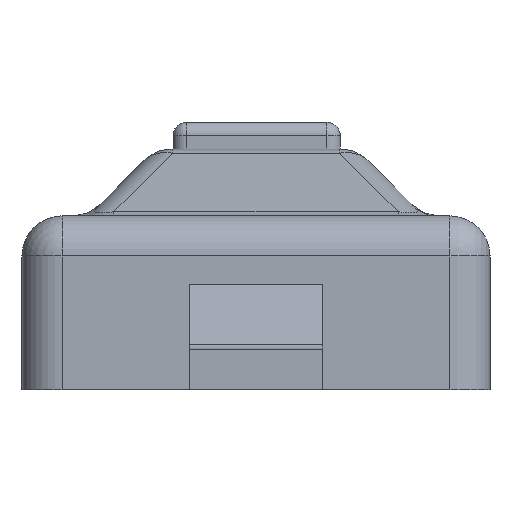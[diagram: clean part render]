
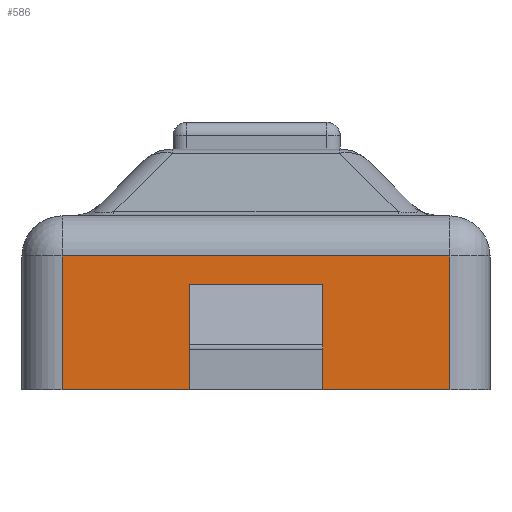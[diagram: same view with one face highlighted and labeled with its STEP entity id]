
A CAD part, left-side view. The second image highlights one B-rep face of the part: STEP entity #586.
In plain terms, the highlighted planar face has unit normal (-1, 0, 0).
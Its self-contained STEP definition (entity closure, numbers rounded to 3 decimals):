
#55 = PLANE('',#56);
#56 = AXIS2_PLACEMENT_3D('',#57,#58,#59);
#57 = CARTESIAN_POINT('',(-4.5,0.5,0.));
#58 = DIRECTION('',(0.,1.,0.));
#59 = DIRECTION('',(0.,0.,1.));
#111 = PLANE('',#112);
#112 = AXIS2_PLACEMENT_3D('',#113,#114,#115);
#113 = CARTESIAN_POINT('',(-4.5,-0.5,0.));
#114 = DIRECTION('',(0.,1.,0.));
#115 = DIRECTION('',(0.,0.,1.));
#262 = VERTEX_POINT('',#263);
#263 = CARTESIAN_POINT('',(-3.,0.5,0.786));
#277 = PLANE('',#278);
#278 = AXIS2_PLACEMENT_3D('',#279,#280,#281);
#279 = CARTESIAN_POINT('',(-2.895,0.5,0.86));
#280 = DIRECTION('',(0.574,0.,-0.819)
  );
#281 = DIRECTION('',(-0.819,0.,-0.574
    ));
#289 = EDGE_CURVE('',#262,#290,#292,.T.);
#290 = VERTEX_POINT('',#291);
#291 = CARTESIAN_POINT('',(-3.,0.5,0.42));
#292 = SURFACE_CURVE('',#293,(#297,#303),.PCURVE_S1.);
#293 = LINE('',#294,#295);
#294 = CARTESIAN_POINT('',(-3.,0.5,0.));
#295 = VECTOR('',#296,1.);
#296 = DIRECTION('',(0.,0.,-1.));
#297 = PCURVE('',#55,#298);
#298 = DEFINITIONAL_REPRESENTATION('',(#299),#302);
#299 = B_SPLINE_CURVE_WITH_KNOTS('',1,(#300,#301),.UNSPECIFIED.,.F.,.F.,
  (2,2),(-0.946,0.086),.PIECEWISE_BEZIER_KNOTS.);
#300 = CARTESIAN_POINT('',(0.946,1.5));
#301 = CARTESIAN_POINT('',(-0.086,1.5));
#302 = ( GEOMETRIC_REPRESENTATION_CONTEXT(2) 
PARAMETRIC_REPRESENTATION_CONTEXT() REPRESENTATION_CONTEXT('2D SPACE',''
  ) );
#303 = PCURVE('',#304,#309);
#304 = PLANE('',#305);
#305 = AXIS2_PLACEMENT_3D('',#306,#307,#308);
#306 = CARTESIAN_POINT('',(-3.,-1.75,0.));
#307 = DIRECTION('',(1.,0.,0.));
#308 = DIRECTION('',(0.,0.,1.));
#309 = DEFINITIONAL_REPRESENTATION('',(#310),#313);
#310 = B_SPLINE_CURVE_WITH_KNOTS('',1,(#311,#312),.UNSPECIFIED.,.F.,.F.,
  (2,2),(-0.946,0.086),.PIECEWISE_BEZIER_KNOTS.);
#311 = CARTESIAN_POINT('',(0.946,-2.25));
#312 = CARTESIAN_POINT('',(-0.086,-2.25));
#313 = ( GEOMETRIC_REPRESENTATION_CONTEXT(2) 
PARAMETRIC_REPRESENTATION_CONTEXT() REPRESENTATION_CONTEXT('2D SPACE',''
  ) );
#329 = PLANE('',#330);
#330 = AXIS2_PLACEMENT_3D('',#331,#332,#333);
#331 = CARTESIAN_POINT('',(-3.6,0.5,0.));
#332 = DIRECTION('',(-0.574,0.,0.819)
  );
#333 = DIRECTION('',(0.819,0.,0.574));
#498 = VERTEX_POINT('',#499);
#499 = CARTESIAN_POINT('',(-3.,-0.5,0.786));
#520 = EDGE_CURVE('',#498,#521,#523,.T.);
#521 = VERTEX_POINT('',#522);
#522 = CARTESIAN_POINT('',(-3.,-0.5,0.42));
#523 = SURFACE_CURVE('',#524,(#528,#534),.PCURVE_S1.);
#524 = LINE('',#525,#526);
#525 = CARTESIAN_POINT('',(-3.,-0.5,0.));
#526 = VECTOR('',#527,1.);
#527 = DIRECTION('',(0.,0.,-1.));
#528 = PCURVE('',#111,#529);
#529 = DEFINITIONAL_REPRESENTATION('',(#530),#533);
#530 = B_SPLINE_CURVE_WITH_KNOTS('',1,(#531,#532),.UNSPECIFIED.,.F.,.F.,
  (2,2),(-0.946,0.086),.PIECEWISE_BEZIER_KNOTS.);
#531 = CARTESIAN_POINT('',(0.946,1.5));
#532 = CARTESIAN_POINT('',(-0.086,1.5));
#533 = ( GEOMETRIC_REPRESENTATION_CONTEXT(2) 
PARAMETRIC_REPRESENTATION_CONTEXT() REPRESENTATION_CONTEXT('2D SPACE',''
  ) );
#534 = PCURVE('',#304,#535);
#535 = DEFINITIONAL_REPRESENTATION('',(#536),#539);
#536 = B_SPLINE_CURVE_WITH_KNOTS('',1,(#537,#538),.UNSPECIFIED.,.F.,.F.,
  (2,2),(-0.946,0.086),.PIECEWISE_BEZIER_KNOTS.);
#537 = CARTESIAN_POINT('',(0.946,-1.25));
#538 = CARTESIAN_POINT('',(-0.086,-1.25));
#539 = ( GEOMETRIC_REPRESENTATION_CONTEXT(2) 
PARAMETRIC_REPRESENTATION_CONTEXT() REPRESENTATION_CONTEXT('2D SPACE',''
  ) );
#568 = EDGE_CURVE('',#521,#290,#569,.T.);
#569 = SURFACE_CURVE('',#570,(#574,#580),.PCURVE_S1.);
#570 = LINE('',#571,#572);
#571 = CARTESIAN_POINT('',(-3.,-0.625,0.42));
#572 = VECTOR('',#573,1.);
#573 = DIRECTION('',(0.,1.,0.));
#574 = PCURVE('',#329,#575);
#575 = DEFINITIONAL_REPRESENTATION('',(#576),#579);
#576 = B_SPLINE_CURVE_WITH_KNOTS('',1,(#577,#578),.UNSPECIFIED.,.F.,.F.,
  (2,2),(0.025,1.225),.PIECEWISE_BEZIER_KNOTS.);
#577 = CARTESIAN_POINT('',(0.732,-1.1));
#578 = CARTESIAN_POINT('',(0.732,0.1));
#579 = ( GEOMETRIC_REPRESENTATION_CONTEXT(2) 
PARAMETRIC_REPRESENTATION_CONTEXT() REPRESENTATION_CONTEXT('2D SPACE',''
  ) );
#580 = PCURVE('',#304,#581);
#581 = DEFINITIONAL_REPRESENTATION('',(#582),#585);
#582 = B_SPLINE_CURVE_WITH_KNOTS('',1,(#583,#584),.UNSPECIFIED.,.F.,.F.,
  (2,2),(0.025,1.225),.PIECEWISE_BEZIER_KNOTS.);
#583 = CARTESIAN_POINT('',(0.42,-1.15));
#584 = CARTESIAN_POINT('',(0.42,-2.35));
#585 = ( GEOMETRIC_REPRESENTATION_CONTEXT(2) 
PARAMETRIC_REPRESENTATION_CONTEXT() REPRESENTATION_CONTEXT('2D SPACE',''
  ) );
#586 = ADVANCED_FACE('',(#587,#701),#304,.F.);
#587 = FACE_BOUND('',#588,.F.);
#588 = EDGE_LOOP('',(#589,#619,#647,#675));
#589 = ORIENTED_EDGE('',*,*,#590,.T.);
#590 = EDGE_CURVE('',#591,#593,#595,.T.);
#591 = VERTEX_POINT('',#592);
#592 = CARTESIAN_POINT('',(-3.,-1.45,0.));
#593 = VERTEX_POINT('',#594);
#594 = CARTESIAN_POINT('',(-3.,1.45,0.));
#595 = SURFACE_CURVE('',#596,(#600,#607),.PCURVE_S1.);
#596 = LINE('',#597,#598);
#597 = CARTESIAN_POINT('',(-3.,-1.75,0.));
#598 = VECTOR('',#599,1.);
#599 = DIRECTION('',(0.,1.,0.));
#600 = PCURVE('',#304,#601);
#601 = DEFINITIONAL_REPRESENTATION('',(#602),#606);
#602 = LINE('',#603,#604);
#603 = CARTESIAN_POINT('',(0.,0.));
#604 = VECTOR('',#605,1.);
#605 = DIRECTION('',(0.,-1.));
#606 = ( GEOMETRIC_REPRESENTATION_CONTEXT(2) 
PARAMETRIC_REPRESENTATION_CONTEXT() REPRESENTATION_CONTEXT('2D SPACE',''
  ) );
#607 = PCURVE('',#608,#613);
#608 = PLANE('',#609);
#609 = AXIS2_PLACEMENT_3D('',#610,#611,#612);
#610 = CARTESIAN_POINT('',(-3.,-1.75,0.));
#611 = DIRECTION('',(0.,0.,1.));
#612 = DIRECTION('',(1.,0.,0.));
#613 = DEFINITIONAL_REPRESENTATION('',(#614),#618);
#614 = LINE('',#615,#616);
#615 = CARTESIAN_POINT('',(0.,0.));
#616 = VECTOR('',#617,1.);
#617 = DIRECTION('',(0.,1.));
#618 = ( GEOMETRIC_REPRESENTATION_CONTEXT(2) 
PARAMETRIC_REPRESENTATION_CONTEXT() REPRESENTATION_CONTEXT('2D SPACE',''
  ) );
#619 = ORIENTED_EDGE('',*,*,#620,.T.);
#620 = EDGE_CURVE('',#593,#621,#623,.T.);
#621 = VERTEX_POINT('',#622);
#622 = CARTESIAN_POINT('',(-3.,1.45,1.));
#623 = SURFACE_CURVE('',#624,(#628,#635),.PCURVE_S1.);
#624 = LINE('',#625,#626);
#625 = CARTESIAN_POINT('',(-3.,1.45,0.));
#626 = VECTOR('',#627,1.);
#627 = DIRECTION('',(0.,0.,1.));
#628 = PCURVE('',#304,#629);
#629 = DEFINITIONAL_REPRESENTATION('',(#630),#634);
#630 = LINE('',#631,#632);
#631 = CARTESIAN_POINT('',(0.,-3.2));
#632 = VECTOR('',#633,1.);
#633 = DIRECTION('',(1.,0.));
#634 = ( GEOMETRIC_REPRESENTATION_CONTEXT(2) 
PARAMETRIC_REPRESENTATION_CONTEXT() REPRESENTATION_CONTEXT('2D SPACE',''
  ) );
#635 = PCURVE('',#636,#641);
#636 = CYLINDRICAL_SURFACE('',#637,0.3);
#637 = AXIS2_PLACEMENT_3D('',#638,#639,#640);
#638 = CARTESIAN_POINT('',(-2.7,1.45,0.));
#639 = DIRECTION('',(0.,0.,1.));
#640 = DIRECTION('',(-1.,0.,0.));
#641 = DEFINITIONAL_REPRESENTATION('',(#642),#646);
#642 = LINE('',#643,#644);
#643 = CARTESIAN_POINT('',(-0.,0.));
#644 = VECTOR('',#645,1.);
#645 = DIRECTION('',(-0.,1.));
#646 = ( GEOMETRIC_REPRESENTATION_CONTEXT(2) 
PARAMETRIC_REPRESENTATION_CONTEXT() REPRESENTATION_CONTEXT('2D SPACE',''
  ) );
#647 = ORIENTED_EDGE('',*,*,#648,.F.);
#648 = EDGE_CURVE('',#649,#621,#651,.T.);
#649 = VERTEX_POINT('',#650);
#650 = CARTESIAN_POINT('',(-3.,-1.45,1.));
#651 = SURFACE_CURVE('',#652,(#656,#663),.PCURVE_S1.);
#652 = LINE('',#653,#654);
#653 = CARTESIAN_POINT('',(-3.,-1.75,1.));
#654 = VECTOR('',#655,1.);
#655 = DIRECTION('',(0.,1.,0.));
#656 = PCURVE('',#304,#657);
#657 = DEFINITIONAL_REPRESENTATION('',(#658),#662);
#658 = LINE('',#659,#660);
#659 = CARTESIAN_POINT('',(1.,0.));
#660 = VECTOR('',#661,1.);
#661 = DIRECTION('',(0.,-1.));
#662 = ( GEOMETRIC_REPRESENTATION_CONTEXT(2) 
PARAMETRIC_REPRESENTATION_CONTEXT() REPRESENTATION_CONTEXT('2D SPACE',''
  ) );
#663 = PCURVE('',#664,#669);
#664 = CYLINDRICAL_SURFACE('',#665,0.3);
#665 = AXIS2_PLACEMENT_3D('',#666,#667,#668);
#666 = CARTESIAN_POINT('',(-2.7,-1.75,1.));
#667 = DIRECTION('',(0.,1.,0.));
#668 = DIRECTION('',(-1.,0.,0.));
#669 = DEFINITIONAL_REPRESENTATION('',(#670),#674);
#670 = LINE('',#671,#672);
#671 = CARTESIAN_POINT('',(0.,0.));
#672 = VECTOR('',#673,1.);
#673 = DIRECTION('',(0.,1.));
#674 = ( GEOMETRIC_REPRESENTATION_CONTEXT(2) 
PARAMETRIC_REPRESENTATION_CONTEXT() REPRESENTATION_CONTEXT('2D SPACE',''
  ) );
#675 = ORIENTED_EDGE('',*,*,#676,.F.);
#676 = EDGE_CURVE('',#591,#649,#677,.T.);
#677 = SURFACE_CURVE('',#678,(#682,#689),.PCURVE_S1.);
#678 = LINE('',#679,#680);
#679 = CARTESIAN_POINT('',(-3.,-1.45,0.));
#680 = VECTOR('',#681,1.);
#681 = DIRECTION('',(0.,0.,1.));
#682 = PCURVE('',#304,#683);
#683 = DEFINITIONAL_REPRESENTATION('',(#684),#688);
#684 = LINE('',#685,#686);
#685 = CARTESIAN_POINT('',(0.,-0.3));
#686 = VECTOR('',#687,1.);
#687 = DIRECTION('',(1.,0.));
#688 = ( GEOMETRIC_REPRESENTATION_CONTEXT(2) 
PARAMETRIC_REPRESENTATION_CONTEXT() REPRESENTATION_CONTEXT('2D SPACE',''
  ) );
#689 = PCURVE('',#690,#695);
#690 = CYLINDRICAL_SURFACE('',#691,0.3);
#691 = AXIS2_PLACEMENT_3D('',#692,#693,#694);
#692 = CARTESIAN_POINT('',(-2.7,-1.45,0.));
#693 = DIRECTION('',(0.,0.,1.));
#694 = DIRECTION('',(-1.,0.,0.));
#695 = DEFINITIONAL_REPRESENTATION('',(#696),#700);
#696 = LINE('',#697,#698);
#697 = CARTESIAN_POINT('',(0.,0.));
#698 = VECTOR('',#699,1.);
#699 = DIRECTION('',(0.,1.));
#700 = ( GEOMETRIC_REPRESENTATION_CONTEXT(2) 
PARAMETRIC_REPRESENTATION_CONTEXT() REPRESENTATION_CONTEXT('2D SPACE',''
  ) );
#701 = FACE_BOUND('',#702,.F.);
#702 = EDGE_LOOP('',(#703,#722,#723,#724));
#703 = ORIENTED_EDGE('',*,*,#704,.F.);
#704 = EDGE_CURVE('',#262,#498,#705,.T.);
#705 = SURFACE_CURVE('',#706,(#710,#716),.PCURVE_S1.);
#706 = LINE('',#707,#708);
#707 = CARTESIAN_POINT('',(-3.,-0.625,0.786));
#708 = VECTOR('',#709,1.);
#709 = DIRECTION('',(0.,-1.,0.));
#710 = PCURVE('',#304,#711);
#711 = DEFINITIONAL_REPRESENTATION('',(#712),#715);
#712 = B_SPLINE_CURVE_WITH_KNOTS('',1,(#713,#714),.UNSPECIFIED.,.F.,.F.,
  (2,2),(-1.225,-0.025),.PIECEWISE_BEZIER_KNOTS.);
#713 = CARTESIAN_POINT('',(0.786,-2.35));
#714 = CARTESIAN_POINT('',(0.786,-1.15));
#715 = ( GEOMETRIC_REPRESENTATION_CONTEXT(2) 
PARAMETRIC_REPRESENTATION_CONTEXT() REPRESENTATION_CONTEXT('2D SPACE',''
  ) );
#716 = PCURVE('',#277,#717);
#717 = DEFINITIONAL_REPRESENTATION('',(#718),#721);
#718 = B_SPLINE_CURVE_WITH_KNOTS('',1,(#719,#720),.UNSPECIFIED.,.F.,.F.,
  (2,2),(-1.225,-0.025),.PIECEWISE_BEZIER_KNOTS.);
#719 = CARTESIAN_POINT('',(0.129,0.1));
#720 = CARTESIAN_POINT('',(0.129,-1.1));
#721 = ( GEOMETRIC_REPRESENTATION_CONTEXT(2) 
PARAMETRIC_REPRESENTATION_CONTEXT() REPRESENTATION_CONTEXT('2D SPACE',''
  ) );
#722 = ORIENTED_EDGE('',*,*,#289,.T.);
#723 = ORIENTED_EDGE('',*,*,#568,.F.);
#724 = ORIENTED_EDGE('',*,*,#520,.F.);
